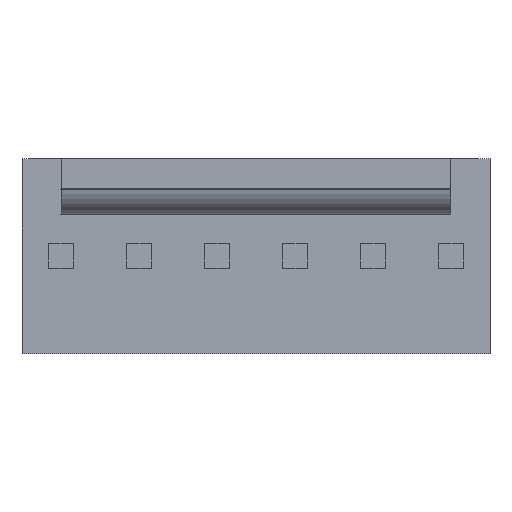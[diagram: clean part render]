
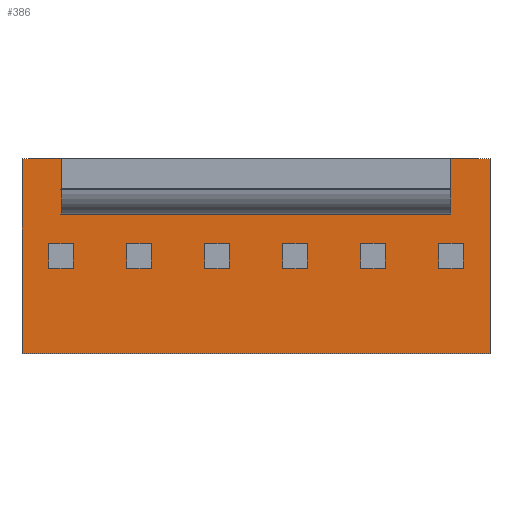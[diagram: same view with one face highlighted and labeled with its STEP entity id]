
A CAD part, top view. The second image highlights one B-rep face of the part: STEP entity #386.
In plain terms, the highlighted planar face has unit normal (0, 0, 1).
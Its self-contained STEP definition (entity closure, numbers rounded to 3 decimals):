
#178 = VERTEX_POINT ( 'NONE', #785 ) ;
#183 = EDGE_LOOP ( 'NONE', ( #369, #371, #372, #363, #364, #365, #425, #426 ) ) ;
#188 = EDGE_CURVE ( 'NONE', #293, #472, #837, .T. ) ;
#196 = VERTEX_POINT ( 'NONE', #866 ) ;
#198 = EDGE_CURVE ( 'NONE', #196, #293, #813, .T. ) ;
#218 = VERTEX_POINT ( 'NONE', #932 ) ;
#252 = EDGE_CURVE ( 'NONE', #178, #320, #899, .T. ) ;
#259 = VERTEX_POINT ( 'NONE', #988 ) ;
#262 = EDGE_CURVE ( 'NONE', #259, #178, #1005, .T. ) ;
#293 = VERTEX_POINT ( 'NONE', #1128 ) ;
#310 = EDGE_CURVE ( 'NONE', #320, #218, #1323, .T. ) ;
#320 = VERTEX_POINT ( 'NONE', #1318 ) ;
#331 = EDGE_CURVE ( 'NONE', #400, #259, #1207, .T. ) ;
#358 = EDGE_CURVE ( 'NONE', #472, #400, #1147, .T. ) ;
#363 = ORIENTED_EDGE ( 'NONE', *, *, #262, .F. ) ;
#364 = ORIENTED_EDGE ( 'NONE', *, *, #331, .F. ) ;
#365 = ORIENTED_EDGE ( 'NONE', *, *, #358, .F. ) ;
#369 = ORIENTED_EDGE ( 'NONE', *, *, #370, .F. ) ;
#370 = EDGE_CURVE ( 'NONE', #218, #196, #1310, .T. ) ;
#371 = ORIENTED_EDGE ( 'NONE', *, *, #310, .F. ) ;
#372 = ORIENTED_EDGE ( 'NONE', *, *, #252, .F. ) ;
#386 = ADVANCED_FACE ( 'NONE', ( #1301 ), #1282, .T. ) ;
#400 = VERTEX_POINT ( 'NONE', #1334 ) ;
#425 = ORIENTED_EDGE ( 'NONE', *, *, #188, .F. ) ;
#426 = ORIENTED_EDGE ( 'NONE', *, *, #198, .F. ) ;
#472 = VERTEX_POINT ( 'NONE', #1539 ) ;
#785 = CARTESIAN_POINT ( 'NONE',  ( -1.27, 3.18, 3.17 ) ) ;
#812 = CARTESIAN_POINT ( 'NONE',  ( 12.7, 1.35, 3.17 ) ) ;
#813 = LINE ( 'NONE', #812, #840 ) ;
#834 = DIRECTION ( 'NONE',  ( 1., 0., 0. ) ) ;
#835 = VECTOR ( 'NONE', #834, 1000. ) ;
#836 = CARTESIAN_POINT ( 'NONE',  ( 12.7, 3.18, 3.17 ) ) ;
#837 = LINE ( 'NONE', #836, #835 ) ;
#839 = DIRECTION ( 'NONE',  ( 0., 1., 0. ) ) ;
#840 = VECTOR ( 'NONE', #839, 1000. ) ;
#866 = CARTESIAN_POINT ( 'NONE',  ( 12.7, 2.18, 3.17 ) ) ;
#896 = DIRECTION ( 'NONE',  ( 1., 0., 0. ) ) ;
#897 = VECTOR ( 'NONE', #896, 1000. ) ;
#898 = CARTESIAN_POINT ( 'NONE',  ( -1.27, 3.18, 3.17 ) ) ;
#899 = LINE ( 'NONE', #898, #897 ) ;
#932 = CARTESIAN_POINT ( 'NONE',  ( 0., 2.18, 3.17 ) ) ;
#988 = CARTESIAN_POINT ( 'NONE',  ( -1.27, -3.17, 3.17 ) ) ;
#1002 = DIRECTION ( 'NONE',  ( 0., 1., 0. ) ) ;
#1003 = VECTOR ( 'NONE', #1002, 1000. ) ;
#1004 = CARTESIAN_POINT ( 'NONE',  ( -1.27, -3.17, 3.17 ) ) ;
#1005 = LINE ( 'NONE', #1004, #1003 ) ;
#1128 = CARTESIAN_POINT ( 'NONE',  ( 12.7, 3.18, 3.17 ) ) ;
#1144 = DIRECTION ( 'NONE',  ( 0., -1., 0. ) ) ;
#1145 = VECTOR ( 'NONE', #1144, 1000. ) ;
#1146 = CARTESIAN_POINT ( 'NONE',  ( 13.97, 3.18, 3.17 ) ) ;
#1147 = LINE ( 'NONE', #1146, #1145 ) ;
#1163 = VECTOR ( 'NONE', #1324, 1000. ) ;
#1189 = DIRECTION ( 'NONE',  ( -1., 0., 0. ) ) ;
#1190 = VECTOR ( 'NONE', #1189, 1000. ) ;
#1206 = CARTESIAN_POINT ( 'NONE',  ( 13.97, -3.17, 3.17 ) ) ;
#1207 = LINE ( 'NONE', #1206, #1190 ) ;
#1248 = DIRECTION ( 'NONE',  ( 1., 0., 0. ) ) ;
#1249 = VECTOR ( 'NONE', #1248, 1000. ) ;
#1278 = DIRECTION ( 'NONE',  ( 1., 0., 0. ) ) ;
#1279 = DIRECTION ( 'NONE',  ( 0., 0., 1. ) ) ;
#1280 = CARTESIAN_POINT ( 'NONE',  ( 0., 0., 3.17 ) ) ;
#1281 = AXIS2_PLACEMENT_3D ( 'NONE', #1280, #1279, #1278 ) ;
#1282 = PLANE ( 'NONE',  #1281 ) ;
#1301 = FACE_OUTER_BOUND ( 'NONE', #183, .T. ) ;
#1309 = CARTESIAN_POINT ( 'NONE',  ( -1.27, 2.18, 3.17 ) ) ;
#1310 = LINE ( 'NONE', #1309, #1249 ) ;
#1318 = CARTESIAN_POINT ( 'NONE',  ( 0., 3.18, 3.17 ) ) ;
#1323 = LINE ( 'NONE', #1325, #1163 ) ;
#1324 = DIRECTION ( 'NONE',  ( 0., -1., 0. ) ) ;
#1325 = CARTESIAN_POINT ( 'NONE',  ( 0., 3.18, 3.17 ) ) ;
#1334 = CARTESIAN_POINT ( 'NONE',  ( 13.97, -3.17, 3.17 ) ) ;
#1539 = CARTESIAN_POINT ( 'NONE',  ( 13.97, 3.18, 3.17 ) ) ;
